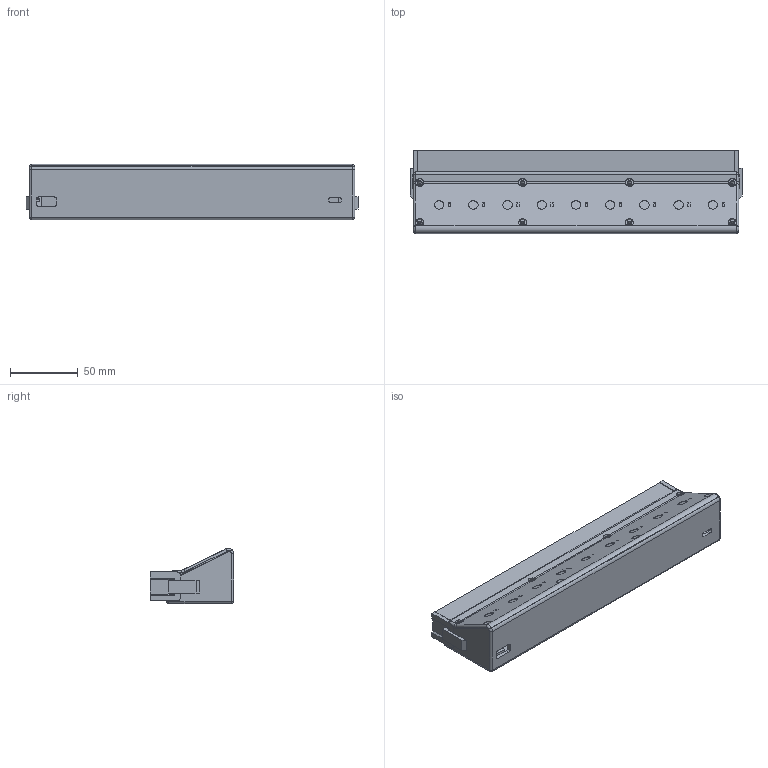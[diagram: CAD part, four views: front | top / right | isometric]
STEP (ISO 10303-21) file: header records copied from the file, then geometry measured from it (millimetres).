
FILE_DESCRIPTION(/* description */ ('','CAx-IF Rec.Pracs.---Representation and Presentation of Product Manufacturing Information (PMI)---4.0---2014-10-13'),/* implementation_level */ '2;1');
FILE_NAME(/* name */ 'potExpander v9.step',/* time_stamp */ '2025-01-03T02:06:45+01:00',/* author */ (''),/* organization */ (''),/* preprocessor_version */ 'ST-DEVELOPER v20',/* originating_system */ 'Autodesk Translation Framework v13.20.0.188',/* authorisation */ '');
FILE_SCHEMA (('AP242_MANAGED_MODEL_BASED_3D_ENGINEERING_MIM_LF { 1 0 10303 442 1 1 4 }'));
Length unit declared in the file: millimetre
Products named in the file (1): potExpander
Bounding box: 245.6 x 61.8 x 40.79 mm (x, y, z)
Volume: 212384.2 mm3; surface area: 109315 mm2
Topology: 3 solids, 3 shells, 773 faces, 2014 edges, 1258 vertices
Faces by surface type: plane 519, cylinder 176, cone 58, bspline 12, torus 6, sphere 2
Full cylindrical faces by diameter (mm): 2.6 x2, 3.6 x26, 6 x7, 7.05 x9
Entity records: 24079 total; most frequent: CARTESIAN_POINT 4854, ORIENTED_EDGE 4032, DIRECTION 3878, EDGE_CURVE 2016, LINE 1452, VECTOR 1452, VERTEX_POINT 1258, AXIS2_PLACEMENT_3D 1213
